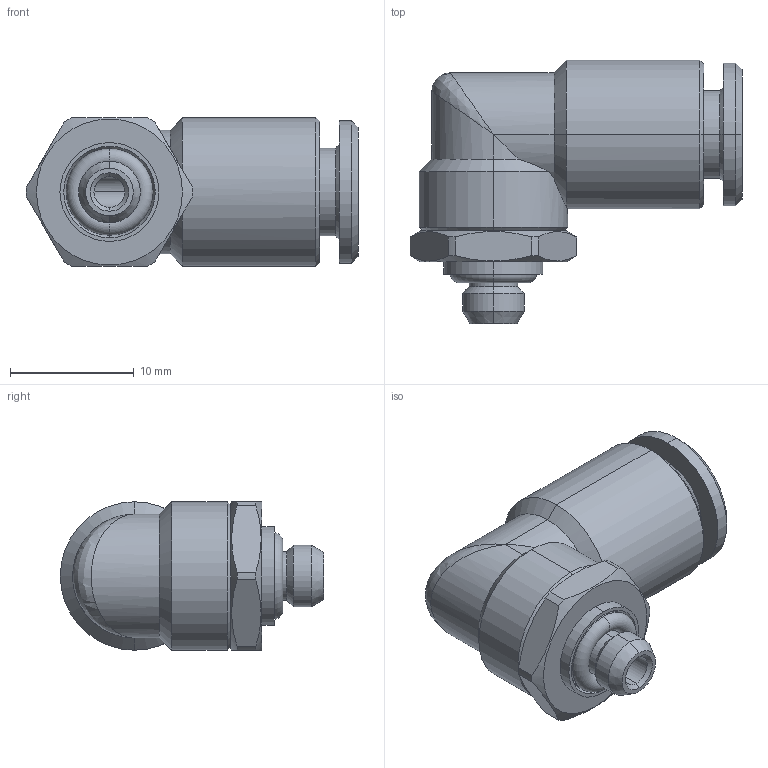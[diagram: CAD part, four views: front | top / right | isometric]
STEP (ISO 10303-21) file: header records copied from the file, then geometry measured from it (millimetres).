
FILE_DESCRIPTION (( 'STEP AP203' ), '1' );
FILE_NAME ('B0080030.STEP', '2011-03-23T09:18:49', ( '' ), ( 'sopra-pneumatic' ), 'SwSTEP 2.0', 'SolidWorks 2009', '' );
FILE_SCHEMA (( 'CONFIG_CONTROL_DESIGN' ));
Length unit declared in the file: millimetre
Products named in the file (1): B0080030
Bounding box: 26.85 x 21.3 x 12 mm (x, y, z)
Volume: 2569.8 mm3; surface area: 2121 mm2
Topology: 2 solids, 4 shells, 98 faces, 221 edges, 134 vertices
Faces by surface type: cylinder 38, cone 30, plane 25, torus 4, bspline 1
Entity records: 3433 total; most frequent: CARTESIAN_POINT 1175, DIRECTION 478, ORIENTED_EDGE 438, EDGE_CURVE 219, AXIS2_PLACEMENT_3D 194, VERTEX_POINT 134, EDGE_LOOP 107, ADVANCED_FACE 98
